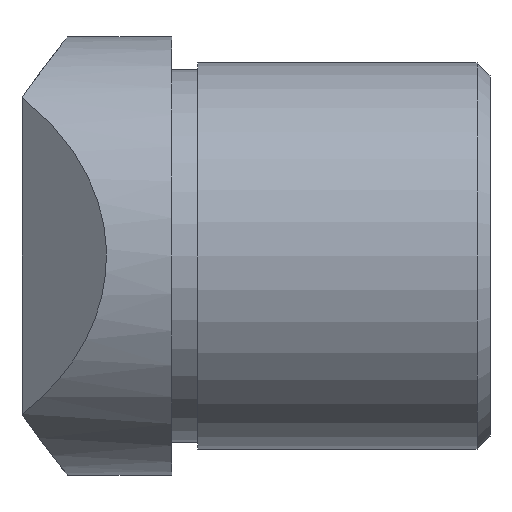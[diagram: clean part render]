
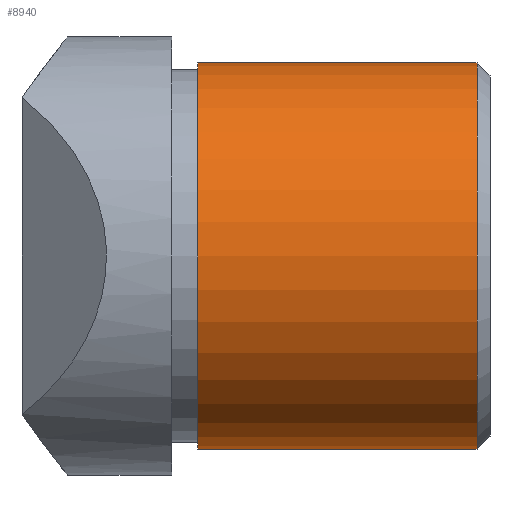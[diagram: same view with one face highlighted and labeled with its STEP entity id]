
A CAD part, left-side view. The second image highlights one B-rep face of the part: STEP entity #8940.
In plain terms, the highlighted cylindrical face has radius 14.85 mm (diameter 29.7 mm), a partial arc.
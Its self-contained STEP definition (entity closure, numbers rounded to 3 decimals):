
#171 = AXIS2_PLACEMENT_3D ( 'NONE', #9085, #11082, #9157 ) ;
#1061 = VECTOR ( 'NONE', #9323, 1000. ) ;
#1750 = DIRECTION ( 'NONE',  ( 0., 1., 0. ) ) ;
#1792 = CARTESIAN_POINT ( 'NONE',  ( 0., -24.5, 14.85 ) ) ;
#1968 = EDGE_CURVE ( 'NONE', #11783, #12388, #7688, .T. ) ;
#1973 = CARTESIAN_POINT ( 'NONE',  ( 0., -23.5, -14.85 ) ) ;
#2173 = ORIENTED_EDGE ( 'NONE', *, *, #9765, .T. ) ;
#2514 = CIRCLE ( 'NONE', #2662, 14.85 ) ;
#2637 = CARTESIAN_POINT ( 'NONE',  ( 0., -24.5, -14.85 ) ) ;
#2662 = AXIS2_PLACEMENT_3D ( 'NONE', #10700, #4999, #11687 ) ;
#2781 = DIRECTION ( 'NONE',  ( 0., 1., 0. ) ) ;
#4137 = CARTESIAN_POINT ( 'NONE',  ( 0., -2., -14.85 ) ) ;
#4346 = CYLINDRICAL_SURFACE ( 'NONE', #171, 14.85 ) ;
#4610 = LINE ( 'NONE', #1792, #9685 ) ;
#4962 = CARTESIAN_POINT ( 'NONE',  ( 0., -23.5, 14.85 ) ) ;
#4999 = DIRECTION ( 'NONE',  ( 0., -1., 0. ) ) ;
#5047 = ORIENTED_EDGE ( 'NONE', *, *, #12175, .F. ) ;
#7496 = CARTESIAN_POINT ( 'NONE',  ( 0., -23.5, 0. ) ) ;
#7688 = CIRCLE ( 'NONE', #11699, 14.85 ) ;
#8099 = VERTEX_POINT ( 'NONE', #4137 ) ;
#8363 = LINE ( 'NONE', #2637, #1061 ) ;
#8422 = DIRECTION ( 'NONE',  ( 0., 0., -1. ) ) ;
#8717 = EDGE_LOOP ( 'NONE', ( #5047, #8872, #2173, #11428 ) ) ;
#8872 = ORIENTED_EDGE ( 'NONE', *, *, #1968, .T. ) ;
#8940 = ADVANCED_FACE ( 'NONE', ( #11979 ), #4346, .T. ) ;
#9085 = CARTESIAN_POINT ( 'NONE',  ( 0., -24.5, 0. ) ) ;
#9157 = DIRECTION ( 'NONE',  ( 0., 0., 1. ) ) ;
#9315 = EDGE_CURVE ( 'NONE', #9338, #8099, #2514, .T. ) ;
#9323 = DIRECTION ( 'NONE',  ( 0., 1., 0. ) ) ;
#9338 = VERTEX_POINT ( 'NONE', #9776 ) ;
#9685 = VECTOR ( 'NONE', #2781, 1000. ) ;
#9765 = EDGE_CURVE ( 'NONE', #12388, #9338, #4610, .T. ) ;
#9776 = CARTESIAN_POINT ( 'NONE',  ( 0., -2., 14.85 ) ) ;
#10700 = CARTESIAN_POINT ( 'NONE',  ( 0., -2., 0. ) ) ;
#11082 = DIRECTION ( 'NONE',  ( 0., 1., 0. ) ) ;
#11428 = ORIENTED_EDGE ( 'NONE', *, *, #9315, .T. ) ;
#11687 = DIRECTION ( 'NONE',  ( 0., 0., -1. ) ) ;
#11699 = AXIS2_PLACEMENT_3D ( 'NONE', #7496, #1750, #8422 ) ;
#11783 = VERTEX_POINT ( 'NONE', #1973 ) ;
#11979 = FACE_OUTER_BOUND ( 'NONE', #8717, .T. ) ;
#12175 = EDGE_CURVE ( 'NONE', #11783, #8099, #8363, .T. ) ;
#12388 = VERTEX_POINT ( 'NONE', #4962 ) ;
